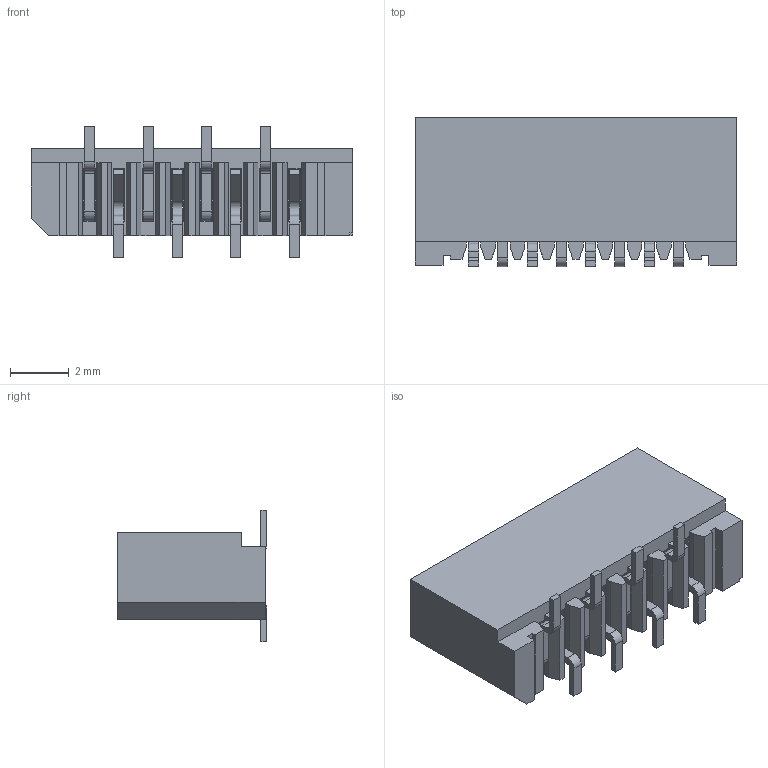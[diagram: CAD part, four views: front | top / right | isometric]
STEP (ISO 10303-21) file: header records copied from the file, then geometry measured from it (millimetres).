
FILE_DESCRIPTION((''),'2;1');
FILE_NAME('528080870','2006-07-11T',('gga'),(''),'PRO/ENGINEER BY PARAMETRIC TECHNOLOGY CORPORATION, 2003451','PRO/ENGINEER BY PARAMETRIC TECHNOLOGY CORPORATION, 2003451','');
FILE_SCHEMA(('CONFIG_CONTROL_DESIGN'));
Length unit declared in the file: millimetre
Products named in the file (1): 528080870
Bounding box: 11 x 5.1 x 4.5 mm (x, y, z)
Volume: 114.9 mm3; surface area: 422.6 mm2
Topology: 1 solids, 1 shells, 265 faces, 820 edges, 554 vertices
Faces by surface type: plane 208, cylinder 57
Entity records: 9087 total; most frequent: CARTESIAN_POINT 1621, ORIENTED_EDGE 1576, DIRECTION 1466, EDGE_CURVE 788, VECTOR 704, LINE 704, VERTEX_POINT 522, AXIS2_PLACEMENT_3D 381
